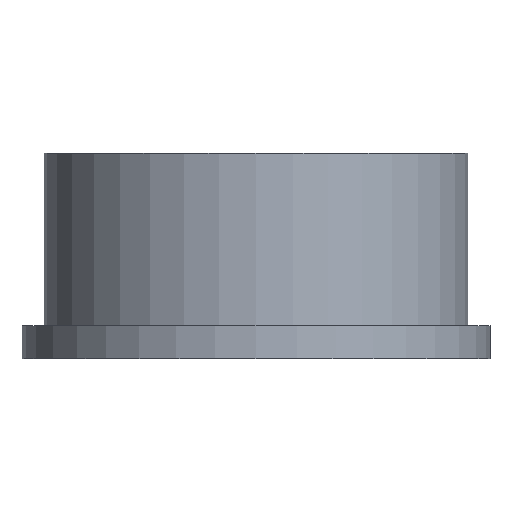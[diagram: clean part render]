
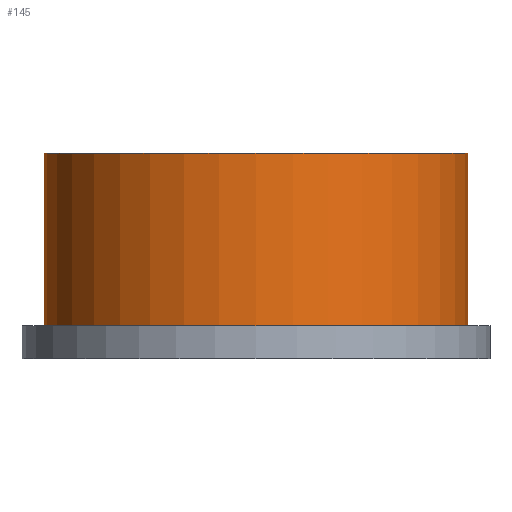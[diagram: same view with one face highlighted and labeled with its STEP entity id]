
A CAD part, front view. The second image highlights one B-rep face of the part: STEP entity #145.
In plain terms, the highlighted cylindrical face has radius 115 mm (diameter 230 mm), a full revolution.
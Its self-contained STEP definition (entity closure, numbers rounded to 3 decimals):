
#26=FACE_BOUND($,#54,.T.);
#39=FACE_OUTER_BOUND($,#53,.T.);
#53=EDGE_LOOP($,(#118));
#54=EDGE_LOOP($,(#119));
#77=CIRCLE($,#163,115.);
#78=CIRCLE($,#165,115.);
#90=VERTEX_POINT($,#246);
#91=VERTEX_POINT($,#249);
#103=EDGE_CURVE($,#90,#90,#77,.T.);
#104=EDGE_CURVE($,#91,#91,#78,.T.);
#118=ORIENTED_EDGE($,*,*,#104,.F.);
#119=ORIENTED_EDGE($,*,*,#103,.T.);
#141=CYLINDRICAL_SURFACE($,#164,115.);
#145=ADVANCED_FACE($,(#39,#26),#141,.T.);
#163=AXIS2_PLACEMENT_3D($,#247,#195,#196);
#164=AXIS2_PLACEMENT_3D($,#248,#197,#198);
#165=AXIS2_PLACEMENT_3D($,#250,#199,#200);
#195=DIRECTION('center_axis',(0.,0.,1.));
#196=DIRECTION('ref_axis',(0.,-1.,0.));
#197=DIRECTION('center_axis',(0.,0.,1.));
#198=DIRECTION('ref_axis',(0.,-1.,0.));
#199=DIRECTION('center_axis',(0.,0.,1.));
#200=DIRECTION('ref_axis',(0.,-1.,0.));
#246=CARTESIAN_POINT('',(0.,-115.,17.998));
#247=CARTESIAN_POINT('Origin',(0.,0.,17.998));
#248=CARTESIAN_POINT('Origin',(0.,0.,64.748));
#249=CARTESIAN_POINT('',(0.,-115.,111.498));
#250=CARTESIAN_POINT('Origin',(0.,0.,111.498));
